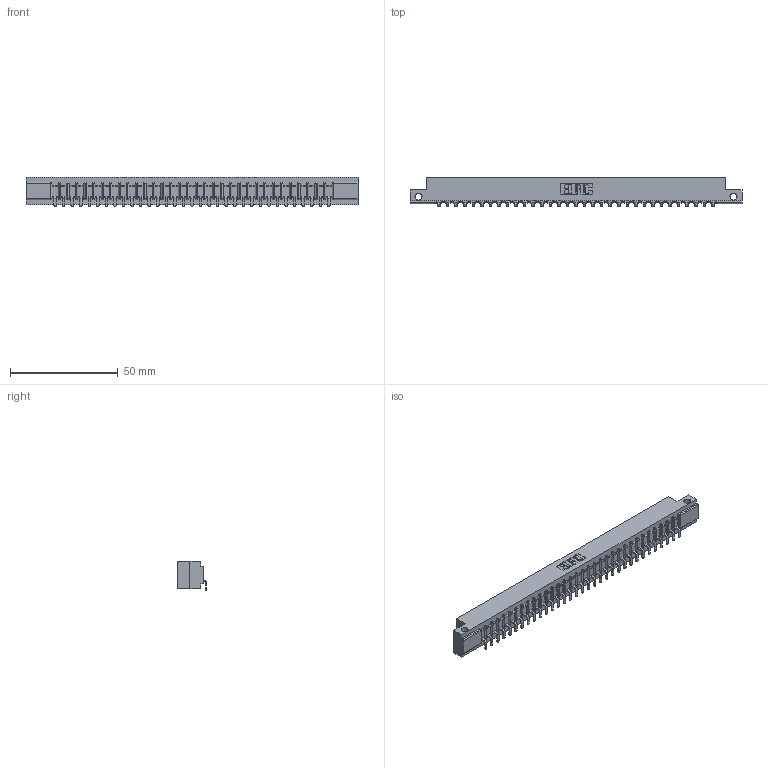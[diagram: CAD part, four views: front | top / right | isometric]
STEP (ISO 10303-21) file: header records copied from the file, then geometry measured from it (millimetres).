
FILE_DESCRIPTION (( 'STEP AP203' ), '1' );
FILE_NAME ('307-033-453-112.STEP', '2020-09-28T19:37:41', ( '' ), ( '' ), 'SwSTEP 2.0', 'SolidWorks 2020', '' );
FILE_SCHEMA (( 'CONFIG_CONTROL_DESIGN' ));
Length unit declared in the file: inch
Products named in the file (3): 307-033-453-112; 307-290-002_553; 307 Part_.128 Dia Side Mounting Holes
Assembly tree (34 placements, depth 2):
  307-033-453-112
    307 Part_.128 Dia Side Mounting Holes
    307-290-002_553  x33
Bounding box: 153.77 x 13.32 x 13.5 mm (x, y, z)
Volume: 16246.1 mm3; surface area: 20213.8 mm2
Topology: 34 solids, 34 shells, 2726 faces, 8375 edges, 5490 vertices
Faces by surface type: plane 1621, cylinder 1037, sphere 68
Entity records: 30256 total; most frequent: CARTESIAN_POINT 5104, ORIENTED_EDGE 5094, DIRECTION 4963, EDGE_CURVE 2547, LINE 1945, VECTOR 1945, VERTEX_POINT 1650, AXIS2_PLACEMENT_3D 1509
